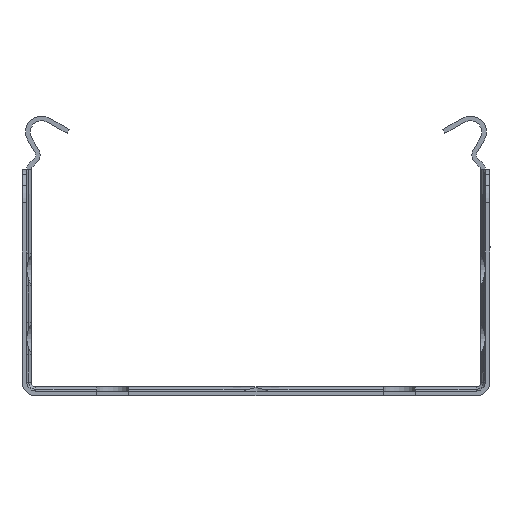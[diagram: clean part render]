
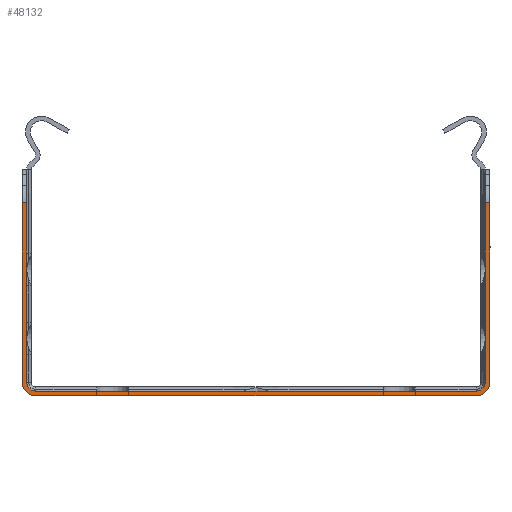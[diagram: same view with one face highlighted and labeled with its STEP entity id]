
A CAD part, front view. The second image highlights one B-rep face of the part: STEP entity #48132.
In plain terms, the highlighted planar face has unit normal (0, -1, 0).
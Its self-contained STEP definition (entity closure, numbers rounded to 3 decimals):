
#1179=PLANE('',#50574);
#2382=FACE_OUTER_BOUND('',#4802,.T.);
#4802=EDGE_LOOP('',(#32429,#32430,#32431,#32432,#32433,#32434,#32435,#32436,
#32437,#32438,#32439,#32440));
#8340=LINE('',#69836,#13152);
#8341=LINE('',#69839,#13153);
#8342=LINE('',#69843,#13154);
#8343=LINE('',#69847,#13155);
#8344=LINE('',#69849,#13156);
#8345=LINE('',#69851,#13157);
#8346=LINE('',#69855,#13158);
#8347=LINE('',#69858,#13159);
#13152=VECTOR('',#55394,10.);
#13153=VECTOR('',#55397,10.);
#13154=VECTOR('',#55400,10.);
#13155=VECTOR('',#55403,10.);
#13156=VECTOR('',#55404,10.);
#13157=VECTOR('',#55405,10.);
#13158=VECTOR('',#55408,10.);
#13159=VECTOR('',#55411,10.);
#17965=CIRCLE('',#50575,1.99);
#17966=CIRCLE('',#50576,1.99);
#17967=CIRCLE('',#50577,3.);
#17968=CIRCLE('',#50578,3.);
#20361=VERTEX_POINT('',#69829);
#20364=VERTEX_POINT('',#69834);
#20365=VERTEX_POINT('',#69838);
#20366=VERTEX_POINT('',#69840);
#20367=VERTEX_POINT('',#69842);
#20368=VERTEX_POINT('',#69844);
#20369=VERTEX_POINT('',#69846);
#20370=VERTEX_POINT('',#69848);
#20371=VERTEX_POINT('',#69850);
#20372=VERTEX_POINT('',#69852);
#20373=VERTEX_POINT('',#69854);
#20374=VERTEX_POINT('',#69856);
#25180=EDGE_CURVE('',#20364,#20361,#8340,.T.);
#25181=EDGE_CURVE('',#20364,#20365,#8341,.T.);
#25182=EDGE_CURVE('',#20365,#20366,#17965,.T.);
#25183=EDGE_CURVE('',#20366,#20367,#8342,.T.);
#25184=EDGE_CURVE('',#20367,#20368,#17966,.T.);
#25185=EDGE_CURVE('',#20368,#20369,#8343,.T.);
#25186=EDGE_CURVE('',#20370,#20369,#8344,.T.);
#25187=EDGE_CURVE('',#20370,#20371,#8345,.T.);
#25188=EDGE_CURVE('',#20371,#20372,#17967,.T.);
#25189=EDGE_CURVE('',#20372,#20373,#8346,.T.);
#25190=EDGE_CURVE('',#20373,#20374,#17968,.T.);
#25191=EDGE_CURVE('',#20374,#20361,#8347,.T.);
#32429=ORIENTED_EDGE('',*,*,#25180,.F.);
#32430=ORIENTED_EDGE('',*,*,#25181,.T.);
#32431=ORIENTED_EDGE('',*,*,#25182,.T.);
#32432=ORIENTED_EDGE('',*,*,#25183,.T.);
#32433=ORIENTED_EDGE('',*,*,#25184,.T.);
#32434=ORIENTED_EDGE('',*,*,#25185,.T.);
#32435=ORIENTED_EDGE('',*,*,#25186,.F.);
#32436=ORIENTED_EDGE('',*,*,#25187,.T.);
#32437=ORIENTED_EDGE('',*,*,#25188,.T.);
#32438=ORIENTED_EDGE('',*,*,#25189,.T.);
#32439=ORIENTED_EDGE('',*,*,#25190,.T.);
#32440=ORIENTED_EDGE('',*,*,#25191,.T.);
#48132=ADVANCED_FACE('',(#2382),#1179,.T.);
#50574=AXIS2_PLACEMENT_3D('',#69837,#55395,#55396);
#50575=AXIS2_PLACEMENT_3D('',#69841,#55398,#55399);
#50576=AXIS2_PLACEMENT_3D('',#69845,#55401,#55402);
#50577=AXIS2_PLACEMENT_3D('',#69853,#55406,#55407);
#50578=AXIS2_PLACEMENT_3D('',#69857,#55409,#55410);
#55394=DIRECTION('',(1.,0.,0.));
#55395=DIRECTION('center_axis',(0.,-1.,0.));
#55396=DIRECTION('ref_axis',(0.,0.,-1.));
#55397=DIRECTION('',(0.,0.,-1.));
#55398=DIRECTION('center_axis',(0.,1.,0.));
#55399=DIRECTION('ref_axis',(0.,0.,1.));
#55400=DIRECTION('',(-1.,0.,0.));
#55401=DIRECTION('center_axis',(0.,1.,0.));
#55402=DIRECTION('ref_axis',(1.,0.,0.));
#55403=DIRECTION('',(0.,0.,1.));
#55404=DIRECTION('',(1.,0.,0.));
#55405=DIRECTION('',(0.,0.,-1.));
#55406=DIRECTION('center_axis',(0.,-1.,0.));
#55407=DIRECTION('ref_axis',(-1.,0.,0.));
#55408=DIRECTION('',(1.,0.,0.));
#55409=DIRECTION('center_axis',(0.,-1.,0.));
#55410=DIRECTION('ref_axis',(0.,0.,
-1.));
#55411=DIRECTION('',(0.,0.,1.));
#69829=CARTESIAN_POINT('',(51.,-1525.5,41.045));
#69834=CARTESIAN_POINT('',(49.99,-1525.5,41.045));
#69836=CARTESIAN_POINT('',(12.75,-1525.5,41.045));
#69837=CARTESIAN_POINT('Origin',(0.,-1525.5,23.694));
#69838=CARTESIAN_POINT('',(49.99,-1525.5,2.));
#69839=CARTESIAN_POINT('',(49.99,-1525.5,48.397));
#69840=CARTESIAN_POINT('',(48.,-1525.5,0.01));
#69841=CARTESIAN_POINT('Origin',(48.,-1525.5,2.));
#69842=CARTESIAN_POINT('',(-48.,-1525.5,0.01));
#69843=CARTESIAN_POINT('',(48.,-1525.5,0.01));
#69844=CARTESIAN_POINT('',(-49.99,-1525.5,2.));
#69845=CARTESIAN_POINT('Origin',(-48.,-1525.5,2.));
#69846=CARTESIAN_POINT('',(-49.99,-1525.5,41.045));
#69847=CARTESIAN_POINT('',(-49.99,-1525.5,2.));
#69848=CARTESIAN_POINT('',(-51.,-1525.5,41.045));
#69849=CARTESIAN_POINT('',(-12.498,-1525.5,41.045));
#69850=CARTESIAN_POINT('',(-51.,-1525.5,2.));
#69851=CARTESIAN_POINT('',(-51.,-1525.5,48.387));
#69852=CARTESIAN_POINT('',(-48.,-1525.5,-1.));
#69853=CARTESIAN_POINT('Origin',(-48.,-1525.5,2.));
#69854=CARTESIAN_POINT('',(48.,-1525.5,-1.));
#69855=CARTESIAN_POINT('',(-48.,-1525.5,-1.));
#69856=CARTESIAN_POINT('',(51.,-1525.5,2.));
#69857=CARTESIAN_POINT('Origin',(48.,-1525.5,2.));
#69858=CARTESIAN_POINT('',(51.,-1525.5,2.));
